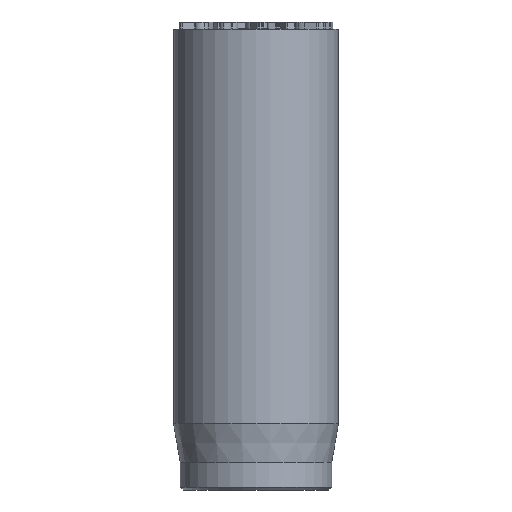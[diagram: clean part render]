
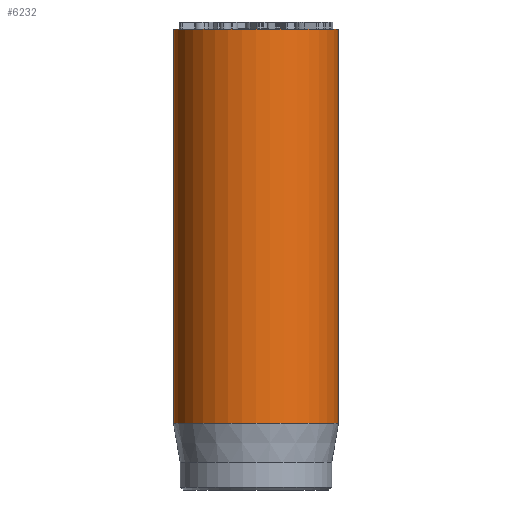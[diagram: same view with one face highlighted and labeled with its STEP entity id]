
A CAD part, front view. The second image highlights one B-rep face of the part: STEP entity #6232.
In plain terms, the highlighted cylindrical face has radius 3 mm (diameter 6 mm), a full revolution.
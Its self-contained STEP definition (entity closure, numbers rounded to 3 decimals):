
#36=CYLINDRICAL_SURFACE('',#6480,3.);
#50=CIRCLE('',#6447,3.);
#66=CIRCLE('',#6478,3.);
#67=CIRCLE('',#6479,3.);
#1016=FACE_OUTER_BOUND('',#1383,.T.);
#1383=EDGE_LOOP('',(#5521,#5522,#5523,#5524,#5525));
#1848=LINE('',#11353,#2331);
#2331=VECTOR('',#7177,3.);
#2918=VERTEX_POINT('',#11292);
#2934=VERTEX_POINT('',#11347);
#2935=VERTEX_POINT('',#11348);
#3789=EDGE_CURVE('',#2918,#2918,#50,.T.);
#3813=EDGE_CURVE('',#2934,#2935,#66,.T.);
#3814=EDGE_CURVE('',#2935,#2934,#67,.T.);
#3816=EDGE_CURVE('',#2918,#2934,#1848,.T.);
#5521=ORIENTED_EDGE('',*,*,#3789,.T.);
#5522=ORIENTED_EDGE('',*,*,#3816,.T.);
#5523=ORIENTED_EDGE('',*,*,#3813,.T.);
#5524=ORIENTED_EDGE('',*,*,#3814,.T.);
#5525=ORIENTED_EDGE('',*,*,#3816,.F.);
#6232=ADVANCED_FACE('',(#1016),#36,.T.);
#6447=AXIS2_PLACEMENT_3D('',#11293,#7100,#7101);
#6478=AXIS2_PLACEMENT_3D('',#11349,#7170,#7171);
#6479=AXIS2_PLACEMENT_3D('',#11350,#7172,#7173);
#6480=AXIS2_PLACEMENT_3D('',#11352,#7175,#7176);
#7100=DIRECTION('center_axis',(0.,0.,-1.));
#7101=DIRECTION('ref_axis',(-1.,0.,0.));
#7170=DIRECTION('center_axis',(0.,0.,1.));
#7171=DIRECTION('ref_axis',(-1.,0.,0.));
#7172=DIRECTION('center_axis',(0.,0.,1.));
#7173=DIRECTION('ref_axis',(-1.,0.,0.));
#7175=DIRECTION('center_axis',(0.,0.,1.));
#7176=DIRECTION('ref_axis',(-1.,0.,0.));
#7177=DIRECTION('',(0.,0.,-1.));
#11292=CARTESIAN_POINT('',(3.,0.,16.75));
#11293=CARTESIAN_POINT('Origin',(0.,0.,16.75));
#11347=CARTESIAN_POINT('',(3.,0.,2.418));
#11348=CARTESIAN_POINT('',(-3.,0.,2.418));
#11349=CARTESIAN_POINT('Origin',(0.,0.,2.418));
#11350=CARTESIAN_POINT('Origin',(0.,0.,2.418));
#11352=CARTESIAN_POINT('Origin',(0.,0.,0.));
#11353=CARTESIAN_POINT('',(3.,0.,0.));
